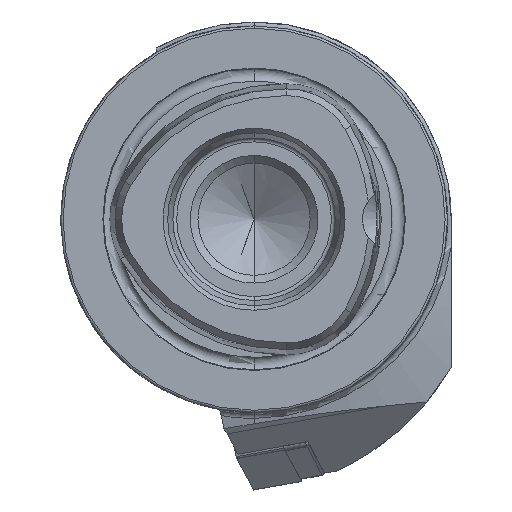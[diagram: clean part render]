
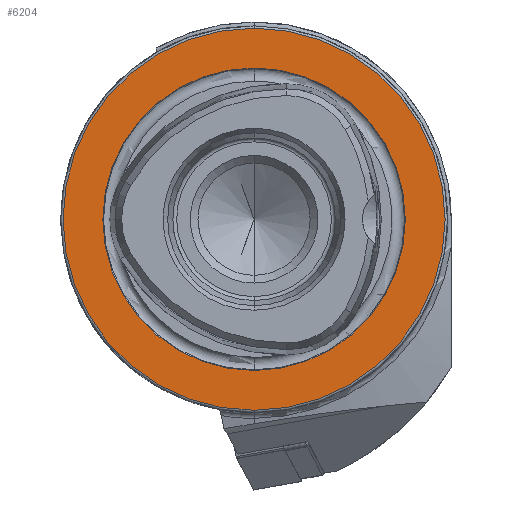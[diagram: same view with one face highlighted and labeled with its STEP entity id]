
A CAD part, left-side view. The second image highlights one B-rep face of the part: STEP entity #6204.
In plain terms, the highlighted planar face has unit normal (-1, 0, 0).
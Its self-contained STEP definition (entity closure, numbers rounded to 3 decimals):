
#115 = CARTESIAN_POINT ( 'NONE',  ( 0., 0., 0. ) ) ;
#116 = DIRECTION ( 'NONE',  ( -1., 0., 0. ) ) ;
#117 = DIRECTION ( 'NONE',  ( 0., 0., 1. ) ) ;
#1988 = EDGE_CURVE ( 'NONE', #6321, #6323, #6771, .T. ) ;
#3668 = CARTESIAN_POINT ( 'NONE',  ( 0., 0., 0. ) ) ;
#3669 = DIRECTION ( 'NONE',  ( -1., 0., 0. ) ) ;
#3670 = DIRECTION ( 'NONE',  ( 0., 0., 1. ) ) ;
#3671 = CARTESIAN_POINT ( 'NONE',  ( 0., 0., 0. ) ) ;
#3672 = DIRECTION ( 'NONE',  ( -1., 0., 0. ) ) ;
#3673 = DIRECTION ( 'NONE',  ( 0., 0., 1. ) ) ;
#3687 = CARTESIAN_POINT ( 'NONE',  ( 0., 0., 0. ) ) ;
#3688 = DIRECTION ( 'NONE',  ( -1., 0., 0. ) ) ;
#3689 = DIRECTION ( 'NONE',  ( 0., 0., 1. ) ) ;
#6204 = ADVANCED_FACE ( 'NONE', ( #8722, #8726 ), #6619, .F. ) ;
#6321 = VERTEX_POINT ( 'NONE', #9042 ) ;
#6323 = VERTEX_POINT ( 'NONE', #9044 ) ;
#6325 = VERTEX_POINT ( 'NONE', #9046 ) ;
#6326 = VERTEX_POINT ( 'NONE', #9047 ) ;
#6618 = CARTESIAN_POINT ( 'NONE',  ( 0., 19.55, 0. ) ) ;
#6619 = PLANE ( 'NONE',  #10861 ) ;
#6624 = DIRECTION ( 'NONE',  ( 1., 0., 0. ) ) ;
#6625 = DIRECTION ( 'NONE',  ( 0., 0., -1. ) ) ;
#6771 = CIRCLE ( 'NONE', #11094, 19.55 ) ;
#7827 = ORIENTED_EDGE ( 'NONE', *, *, #8468, .F. ) ;
#7828 = ORIENTED_EDGE ( 'NONE', *, *, #1988, .F. ) ;
#7829 = ORIENTED_EDGE ( 'NONE', *, *, #8473, .T. ) ;
#7831 = ORIENTED_EDGE ( 'NONE', *, *, #8467, .T. ) ;
#8348 = EDGE_LOOP ( 'NONE', ( #7829, #7831 ) ) ;
#8349 = EDGE_LOOP ( 'NONE', ( #7827, #7828 ) ) ;
#8467 = EDGE_CURVE ( 'NONE', #6326, #6325, #8927, .T. ) ;
#8468 = EDGE_CURVE ( 'NONE', #6323, #6321, #8926, .T. ) ;
#8473 = EDGE_CURVE ( 'NONE', #6325, #6326, #8933, .T. ) ;
#8722 = FACE_BOUND ( 'NONE', #8349, .T. ) ;
#8726 = FACE_OUTER_BOUND ( 'NONE', #8348, .T. ) ;
#8926 = CIRCLE ( 'NONE', #10938, 19.55 ) ;
#8927 = CIRCLE ( 'NONE', #10937, 24.7 ) ;
#8933 = CIRCLE ( 'NONE', #10943, 24.7 ) ;
#9042 = CARTESIAN_POINT ( 'NONE',  ( 0., 0., -19.55 ) ) ;
#9044 = CARTESIAN_POINT ( 'NONE',  ( 0., 0., 19.55 ) ) ;
#9046 = CARTESIAN_POINT ( 'NONE',  ( 0., 0., 24.7 ) ) ;
#9047 = CARTESIAN_POINT ( 'NONE',  ( 0., 0., -24.7 ) ) ;
#10861 = AXIS2_PLACEMENT_3D ( 'NONE', #6618, #6624, #6625 ) ;
#10937 = AXIS2_PLACEMENT_3D ( 'NONE', #3668, #3669, #3670 ) ;
#10938 = AXIS2_PLACEMENT_3D ( 'NONE', #3671, #3672, #3673 ) ;
#10943 = AXIS2_PLACEMENT_3D ( 'NONE', #3687, #3688, #3689 ) ;
#11094 = AXIS2_PLACEMENT_3D ( 'NONE', #115, #116, #117 ) ;
